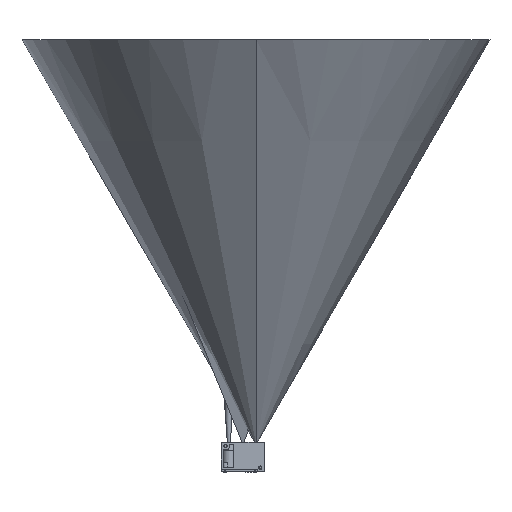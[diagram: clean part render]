
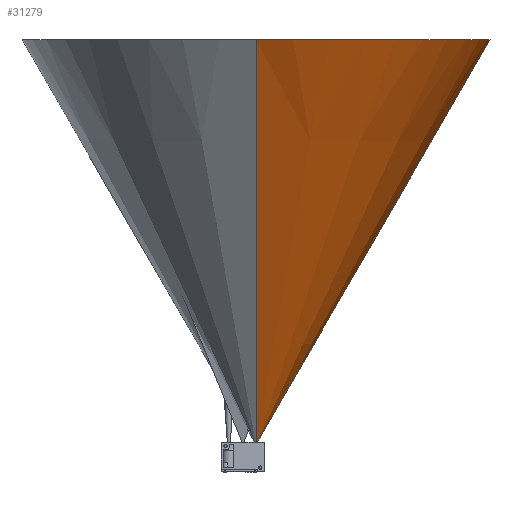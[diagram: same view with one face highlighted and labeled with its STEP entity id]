
A CAD part, front view. The second image highlights one B-rep face of the part: STEP entity #31279.
In plain terms, the highlighted conical face has half-angle 30 degrees and reference radius 59.243 mm.
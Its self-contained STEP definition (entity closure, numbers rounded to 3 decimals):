
#31123=CARTESIAN_POINT('',(6.5,0.,2.118));
#31130=CARTESIAN_POINT('',(6.5,0.,2.118));
#31131=CARTESIAN_POINT('',(6.642,0.,2.118));
#31132=CARTESIAN_POINT('',(6.903,0.,2.173));
#31133=CARTESIAN_POINT('',(7.276,0.,2.38));
#31134=CARTESIAN_POINT('',(7.591,0.,2.637));
#31135=CARTESIAN_POINT('',(7.881,0.,2.923));
#31136=CARTESIAN_POINT('',(8.149,0.,3.224));
#31137=CARTESIAN_POINT('',(8.415,0.,3.548));
#31138=CARTESIAN_POINT('',(8.69,0.,3.907));
#31139=CARTESIAN_POINT('',(8.985,0.,4.312));
#31140=CARTESIAN_POINT('',(9.309,0.,4.775));
#31141=CARTESIAN_POINT('',(9.666,0.,5.306));
#31142=CARTESIAN_POINT('',(10.064,0.,5.914));
#31143=CARTESIAN_POINT('',(10.507,0.,6.606));
#31144=CARTESIAN_POINT('',(10.98,0.,7.361));
#31145=CARTESIAN_POINT('',(11.476,0.,8.164));
#31146=CARTESIAN_POINT('',(11.971,0.,8.974));
#31147=CARTESIAN_POINT('',(12.459,0.,9.781));
#31148=CARTESIAN_POINT('',(12.985,0.,10.655));
#31149=CARTESIAN_POINT('',(13.548,0.,11.599));
#31150=CARTESIAN_POINT('',(14.162,0.,12.632));
#31151=CARTESIAN_POINT('',(14.836,0.,13.77));
#31152=CARTESIAN_POINT('',(15.579,0.,15.03));
#31153=CARTESIAN_POINT('',(16.401,0.,16.429));
#31154=CARTESIAN_POINT('',(17.311,0.,
17.983));
#31155=CARTESIAN_POINT('',(18.319,0.,19.707));
#31156=CARTESIAN_POINT('',(19.434,0.,
21.618));
#31157=CARTESIAN_POINT('',(20.665,0.,
23.731));
#31158=CARTESIAN_POINT('',(22.02,0.,
26.061));
#31159=CARTESIAN_POINT('',(23.508,0.,
28.623));
#31160=CARTESIAN_POINT('',(25.142,0.,31.439));
#31161=CARTESIAN_POINT('',(26.944,0.,
34.546));
#31162=CARTESIAN_POINT('',(28.931,0.,
37.976));
#31163=CARTESIAN_POINT('',(31.127,0.,
41.769));
#31164=CARTESIAN_POINT('',(33.559,0.,
45.97));
#31165=CARTESIAN_POINT('',(36.254,0.,
50.63));
#31166=CARTESIAN_POINT('',(39.223,0.,55.763));
#31167=CARTESIAN_POINT('',(42.475,0.,
61.388));
#31168=CARTESIAN_POINT('',(46.007,0.,
67.5));
#31169=CARTESIAN_POINT('',(49.874,0.,
74.191));
#31170=CARTESIAN_POINT('',(54.22,0.,
81.712));
#31171=CARTESIAN_POINT('',(59.231,0.,
90.385));
#31172=CARTESIAN_POINT('',(64.724,0.,
99.894));
#31173=CARTESIAN_POINT('',(70.316,0.,
109.577));
#31174=CARTESIAN_POINT('',(75.917,0.,
119.275));
#31175=CARTESIAN_POINT('',(81.665,0.,
129.227));
#31176=CARTESIAN_POINT('',(87.542,0.,
139.403));
#31177=CARTESIAN_POINT('',(93.402,0.,
149.552));
#31178=CARTESIAN_POINT('',(99.229,0.,
159.641));
#31179=CARTESIAN_POINT('',(105.057,0.,
169.734));
#31180=CARTESIAN_POINT('',(110.898,0.,
179.849));
#31181=CARTESIAN_POINT('',(116.757,0.,
189.995));
#31182=CARTESIAN_POINT('',(120.682,0.,
196.794));
#31183=CARTESIAN_POINT('',(122.649,0.,200.2));
#31198=DIRECTION('',(0.,0.5,0.866));
#31199=VECTOR('',#31198,3.6);
#31200=CARTESIAN_POINT('',(6.5,-1.8,-1.));
#31201=LINE('',#31200,#31199);
#31202=DIRECTION('',(0.,-0.5,0.866));
#31203=VECTOR('',#31202,232.326);
#31204=CARTESIAN_POINT('',(6.5,-1.8,-1.));
#31205=LINE('',#31204,#31203);
#31206=CARTESIAN_POINT('',(6.5,-1.8,200.2));
#31207=DIRECTION('',(0.,0.,1.));
#31208=DIRECTION('',(0.,-1.,0.));
#31209=AXIS2_PLACEMENT_3D('',#31206,#31207,#31208);
#31211=CARTESIAN_POINT('',(6.5,-1.8,-1.));
#31212=CARTESIAN_POINT('',(6.5,-117.963,200.2));
#31213=VERTEX_POINT('',#31211);
#31214=VERTEX_POINT('',#31212);
#31220=VERTEX_POINT('',#31123);
#31221=VERTEX_POINT('',#31183);
#31267=CARTESIAN_POINT('',(6.5,-1.8,101.612));
#31268=DIRECTION('',(0.,0.,1.));
#31269=DIRECTION('',(0.,-1.,0.));
#31270=AXIS2_PLACEMENT_3D('',#31267,#31268,#31269);
#31271=CONICAL_SURFACE('',#31270,59.243,30.);
#31272=ORIENTED_EDGE('',*,*,#31258,.F.);
#31273=ORIENTED_EDGE('',*,*,#31233,.F.);
#31274=ORIENTED_EDGE('',*,*,#31231,.T.);
#31276=ORIENTED_EDGE('',*,*,#31275,.T.);
#31277=EDGE_LOOP('',(#31272,#31273,#31274,#31276));
#31278=FACE_OUTER_BOUND('',#31277,.F.);
#31279=ADVANCED_FACE('',(#31278),#31271,.T.);
#31184=B_SPLINE_CURVE_WITH_KNOTS('',3,(#31130,#31131,#31132,#31133,#31134,
#31135,#31136,#31137,#31138,#31139,#31140,#31141,#31142,#31143,#31144,#31145,
#31146,#31147,#31148,#31149,#31150,#31151,#31152,#31153,#31154,#31155,#31156,
#31157,#31158,#31159,#31160,#31161,#31162,#31163,#31164,#31165,#31166,#31167,
#31168,#31169,#31170,#31171,#31172,#31173,#31174,#31175,#31176,#31177,#31178,
#31179,#31180,#31181,#31182,#31183),.UNSPECIFIED.,.F.,.F.,(4,1,1,1,1,1,1,1,1,1,
1,1,1,1,1,1,1,1,1,1,1,1,1,1,1,1,1,1,1,1,1,1,1,1,1,1,1,1,1,1,1,1,1,1,1,1,1,1,1,1,
1,4),(0.,0.02,0.039,0.059,
0.078,0.098,0.118,0.137,
0.157,0.176,0.196,0.216,
0.235,0.255,0.275,0.294,
0.314,0.333,0.353,0.373,
0.392,0.412,0.431,0.451,
0.471,0.49,0.51,0.529,
0.549,0.569,0.588,0.608,
0.627,0.647,0.667,0.686,
0.706,0.725,0.745,0.765,
0.784,0.804,0.824,0.843,
0.863,0.882,0.902,0.922,
0.941,0.961,0.98,1.),.UNSPECIFIED.);
#31210=CIRCLE('',#31209,116.163);
#31231=EDGE_CURVE('',#31213,#31214,#31205,.T.);
#31233=EDGE_CURVE('',#31213,#31220,#31201,.T.);
#31258=EDGE_CURVE('',#31220,#31221,#31184,.T.);
#31275=EDGE_CURVE('',#31214,#31221,#31210,.T.);
